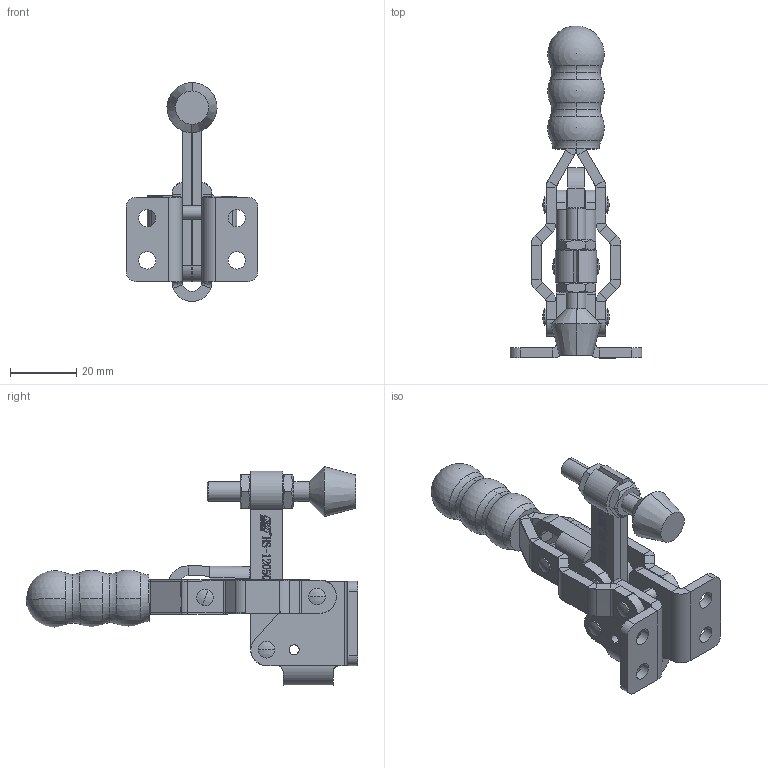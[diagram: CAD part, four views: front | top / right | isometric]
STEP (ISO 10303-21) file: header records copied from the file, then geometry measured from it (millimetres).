
FILE_DESCRIPTION (( 'STEP AP203' ), '1' );
FILE_NAME ('HS-12050.STEP', '2019-10-12T03:18:41', ( '微软用户' ), ( '微软中国' ), 'SwSTEP 2.0', 'SolidWorks 2012', '' );
FILE_SCHEMA (( 'CONFIG_CONTROL_DESIGN' ));
Length unit declared in the file: millimetre
Products named in the file (11): HS-12050; 忒參; 酗种; 傻种; hex thin nuts-grades ab-chamfered gb_GB_FASTENER_NUT_STNAB M6-N; hexagon head bolts-full thread gb_GB_FASTENER_BOLT_STBAB A M6X40-C; 揤輸; 埴陑揤參; 忒梟; 蟀裝; 楊擘菁釱
Assembly tree (16 placements, depth 2):
  HS-12050
    楊擘菁釱
    蟀裝
    忒梟  x3
    埴陑揤參  x2
    揤輸
    hexagon head bolts-full thread gb_GB_FASTENER_BOLT_STBAB A M6X40-C
    hex thin nuts-grades ab-chamfered gb_GB_FASTENER_NUT_STNAB M6-N  x2
    傻种  x2
    酗种  x2
    忒參
Bounding box: 39.7 x 99.91 x 65.88 mm (x, y, z)
Volume: 28424.5 mm3; surface area: 24327.8 mm2
Topology: 16 solids, 16 shells, 1149 faces, 2956 edges, 1898 vertices
Faces by surface type: plane 581, bspline 272, cylinder 234, cone 30, sphere 22, torus 10
Entity records: 26537 total; most frequent: CARTESIAN_POINT 10345, ORIENTED_EDGE 3268, DIRECTION 2732, EDGE_CURVE 1634, VERTEX_POINT 1051, LINE 956, VECTOR 956, AXIS2_PLACEMENT_3D 888
